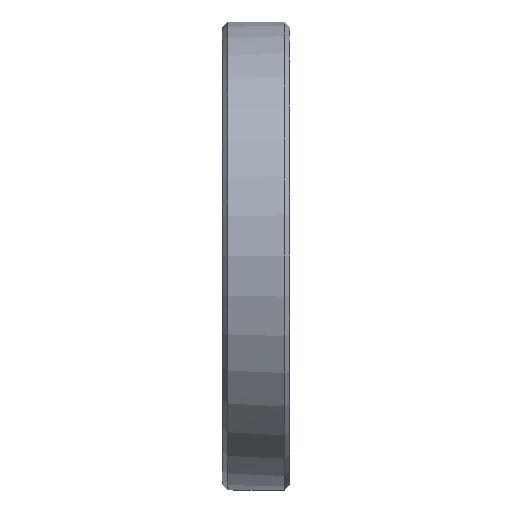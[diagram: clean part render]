
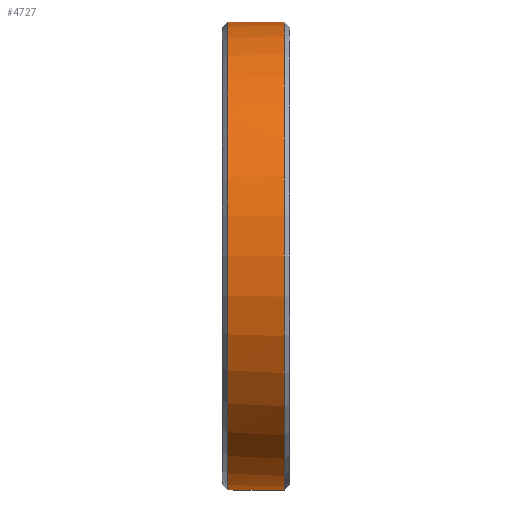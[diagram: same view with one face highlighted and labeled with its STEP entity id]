
A CAD part, left-side view. The second image highlights one B-rep face of the part: STEP entity #4727.
In plain terms, the highlighted cylindrical face has radius 13.145 mm (diameter 26.29 mm), a partial arc.
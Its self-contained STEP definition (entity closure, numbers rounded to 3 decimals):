
#117 = CARTESIAN_POINT ( 'NONE',  ( -0.45, 3.15, -13.137 ) ) ;
#216 = VECTOR ( 'NONE', #1841, 1000. ) ;
#258 = ORIENTED_EDGE ( 'NONE', *, *, #9259, .F. ) ;
#760 = CARTESIAN_POINT ( 'NONE',  ( -0.45, 3.15, 13.137 ) ) ;
#1323 = EDGE_CURVE ( 'NONE', #3373, #11584, #4198, .T. ) ;
#1403 = LINE ( 'NONE', #9997, #4246 ) ;
#1546 = VERTEX_POINT ( 'NONE', #3708 ) ;
#1841 = DIRECTION ( 'NONE',  ( 0., -1., 0. ) ) ;
#2743 = DIRECTION ( 'NONE',  ( 0., 1., 0. ) ) ;
#2752 = CARTESIAN_POINT ( 'NONE',  ( 0., 3.8, 13.145 ) ) ;
#2787 = DIRECTION ( 'NONE',  ( 0., 0., -1. ) ) ;
#2946 = CARTESIAN_POINT ( 'NONE',  ( 0., 0.3, 13.145 ) ) ;
#2991 = AXIS2_PLACEMENT_3D ( 'NONE', #11208, #8580, #2787 ) ;
#3048 = ORIENTED_EDGE ( 'NONE', *, *, #3506, .T. ) ;
#3115 = VERTEX_POINT ( 'NONE', #760 ) ;
#3373 = VERTEX_POINT ( 'NONE', #7826 ) ;
#3506 = EDGE_CURVE ( 'NONE', #3115, #10702, #9269, .T. ) ;
#3561 = CARTESIAN_POINT ( 'NONE',  ( 0., 3.15, 0. ) ) ;
#3603 = LINE ( 'NONE', #2752, #216 ) ;
#3610 = EDGE_LOOP ( 'NONE', ( #8302, #7430, #3048, #8632, #6415, #258, #8790, #10499 ) ) ;
#3611 = VERTEX_POINT ( 'NONE', #117 ) ;
#3708 = CARTESIAN_POINT ( 'NONE',  ( -0.45, 3.5, -13.137 ) ) ;
#4198 = CIRCLE ( 'NONE', #9860, 13.145 ) ;
#4229 = DIRECTION ( 'NONE',  ( 0., -1., 0. ) ) ;
#4246 = VECTOR ( 'NONE', #5169, 1000. ) ;
#4498 = CARTESIAN_POINT ( 'NONE',  ( -0.45, 3.5, 13.137 ) ) ;
#4516 = CARTESIAN_POINT ( 'NONE',  ( -0.45, 3.8, -13.137 ) ) ;
#4561 = CARTESIAN_POINT ( 'NONE',  ( 0., 3.15, 0. ) ) ;
#4727 = ADVANCED_FACE ( 'NONE', ( #4852 ), #6557, .T. ) ;
#4823 = CIRCLE ( 'NONE', #12031, 13.145 ) ;
#4852 = FACE_OUTER_BOUND ( 'NONE', #3610, .T. ) ;
#5169 = DIRECTION ( 'NONE',  ( 0., -1., 0. ) ) ;
#5442 = DIRECTION ( 'NONE',  ( 0., 1., 0. ) ) ;
#5598 = DIRECTION ( 'NONE',  ( 0., 1., 0. ) ) ;
#5659 = CIRCLE ( 'NONE', #8976, 13.145 ) ;
#5993 = CARTESIAN_POINT ( 'NONE',  ( 0., 3.5, 0. ) ) ;
#6279 = DIRECTION ( 'NONE',  ( 0., -1., 0. ) ) ;
#6415 = ORIENTED_EDGE ( 'NONE', *, *, #10568, .T. ) ;
#6447 = VECTOR ( 'NONE', #5598, 1000. ) ;
#6557 = CYLINDRICAL_SURFACE ( 'NONE', #2991, 13.145 ) ;
#6967 = CIRCLE ( 'NONE', #11834, 13.145 ) ;
#7390 = EDGE_CURVE ( 'NONE', #8972, #3373, #1403, .T. ) ;
#7430 = ORIENTED_EDGE ( 'NONE', *, *, #9953, .F. ) ;
#7438 = CARTESIAN_POINT ( 'NONE',  ( 0., 3.15, 13.145 ) ) ;
#7826 = CARTESIAN_POINT ( 'NONE',  ( 0., 0.3, -13.145 ) ) ;
#7893 = DIRECTION ( 'NONE',  ( 0., 0., 1. ) ) ;
#8181 = LINE ( 'NONE', #4516, #10689 ) ;
#8225 = CARTESIAN_POINT ( 'NONE',  ( -0.45, 3.8, 13.137 ) ) ;
#8283 = DIRECTION ( 'NONE',  ( 0., 0., 1. ) ) ;
#8302 = ORIENTED_EDGE ( 'NONE', *, *, #11797, .F. ) ;
#8580 = DIRECTION ( 'NONE',  ( 0., -1., 0. ) ) ;
#8632 = ORIENTED_EDGE ( 'NONE', *, *, #11362, .T. ) ;
#8790 = ORIENTED_EDGE ( 'NONE', *, *, #7390, .T. ) ;
#8972 = VERTEX_POINT ( 'NONE', #10533 ) ;
#8976 = AXIS2_PLACEMENT_3D ( 'NONE', #5993, #4229, #7893 ) ;
#9177 = DIRECTION ( 'NONE',  ( 0., 0., 1. ) ) ;
#9259 = EDGE_CURVE ( 'NONE', #8972, #3611, #6967, .T. ) ;
#9269 = LINE ( 'NONE', #8225, #6447 ) ;
#9860 = AXIS2_PLACEMENT_3D ( 'NONE', #11824, #9934, #11764 ) ;
#9934 = DIRECTION ( 'NONE',  ( 0., 1., 0. ) ) ;
#9953 = EDGE_CURVE ( 'NONE', #3115, #10036, #4823, .T. ) ;
#9997 = CARTESIAN_POINT ( 'NONE',  ( 0., 3.8, -13.145 ) ) ;
#10036 = VERTEX_POINT ( 'NONE', #7438 ) ;
#10499 = ORIENTED_EDGE ( 'NONE', *, *, #1323, .T. ) ;
#10533 = CARTESIAN_POINT ( 'NONE',  ( 0., 3.15, -13.145 ) ) ;
#10568 = EDGE_CURVE ( 'NONE', #1546, #3611, #8181, .T. ) ;
#10689 = VECTOR ( 'NONE', #6279, 1000. ) ;
#10702 = VERTEX_POINT ( 'NONE', #4498 ) ;
#11208 = CARTESIAN_POINT ( 'NONE',  ( 0., 3.8, 0. ) ) ;
#11362 = EDGE_CURVE ( 'NONE', #10702, #1546, #5659, .T. ) ;
#11584 = VERTEX_POINT ( 'NONE', #2946 ) ;
#11764 = DIRECTION ( 'NONE',  ( 0., 0., 1. ) ) ;
#11797 = EDGE_CURVE ( 'NONE', #10036, #11584, #3603, .T. ) ;
#11824 = CARTESIAN_POINT ( 'NONE',  ( 0., 0.3, 0. ) ) ;
#11834 = AXIS2_PLACEMENT_3D ( 'NONE', #3561, #5442, #9177 ) ;
#12031 = AXIS2_PLACEMENT_3D ( 'NONE', #4561, #2743, #8283 ) ;
